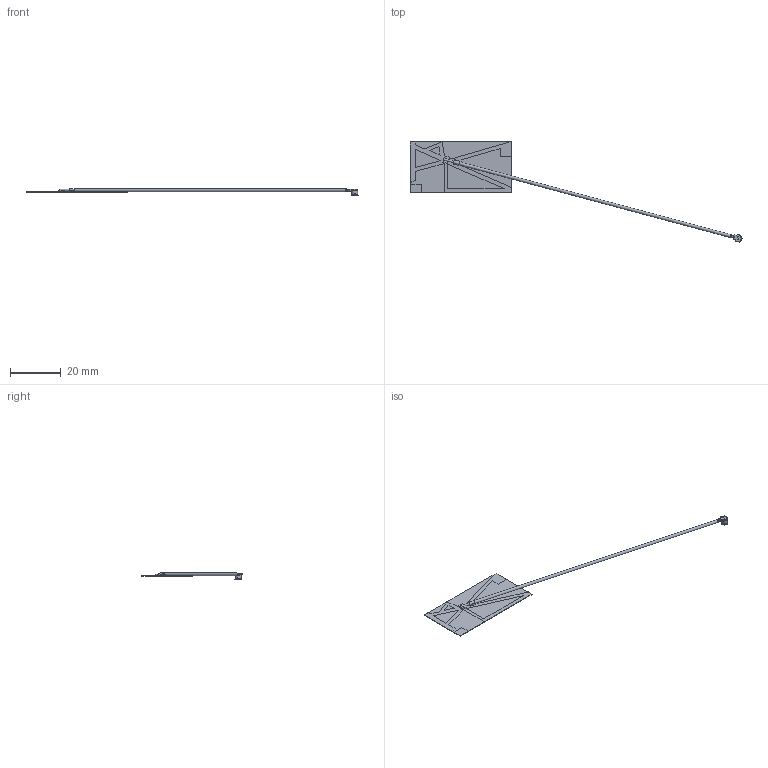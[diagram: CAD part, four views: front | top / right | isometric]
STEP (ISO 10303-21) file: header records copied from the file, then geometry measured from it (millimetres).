
FILE_DESCRIPTION(/* description */ ('STEP AP214'),/* implementation_level */ '2;1');
FILE_NAME(/* name */ '2.4GHz FPC Antenna.step',/* time_stamp */ '2025-08-29T11:14:40Z',/* author */ (''),/* organization */ (''),/* preprocessor_version */ 'ST-DEVELOPER v20.1',/* originating_system */ 'Autodesk Translation Framework v14.10.0.0',/* authorisation */ '');
FILE_SCHEMA (('AUTOMOTIVE_DESIGN { 1 0 10303 214 3 1 1 }'));
Length unit declared in the file: millimetre
Products named in the file (3): ANT-LPC-FPC-100; Antenna; Cable
Assembly tree (2 placements, depth 2):
  ANT-LPC-FPC-100
    Antenna
    Cable
Bounding box: 130.51 x 39.34 x 2.75 mm (x, y, z)
Volume: 290.5 mm3; surface area: 2670.6 mm2
Topology: 6 solids, 6 shells, 293 faces, 825 edges, 541 vertices
Faces by surface type: plane 202, cylinder 55, bspline 15, cone 14, torus 7
Full cylindrical faces by diameter (mm): 0.7 x1, 1.13 x1, 1.55 x1, 2.05 x1, 2.35 x1
Entity records: 10126 total; most frequent: CARTESIAN_POINT 2448, ORIENTED_EDGE 1650, DIRECTION 1501, EDGE_CURVE 825, LINE 575, VECTOR 575, VERTEX_POINT 541, AXIS2_PLACEMENT_3D 463
